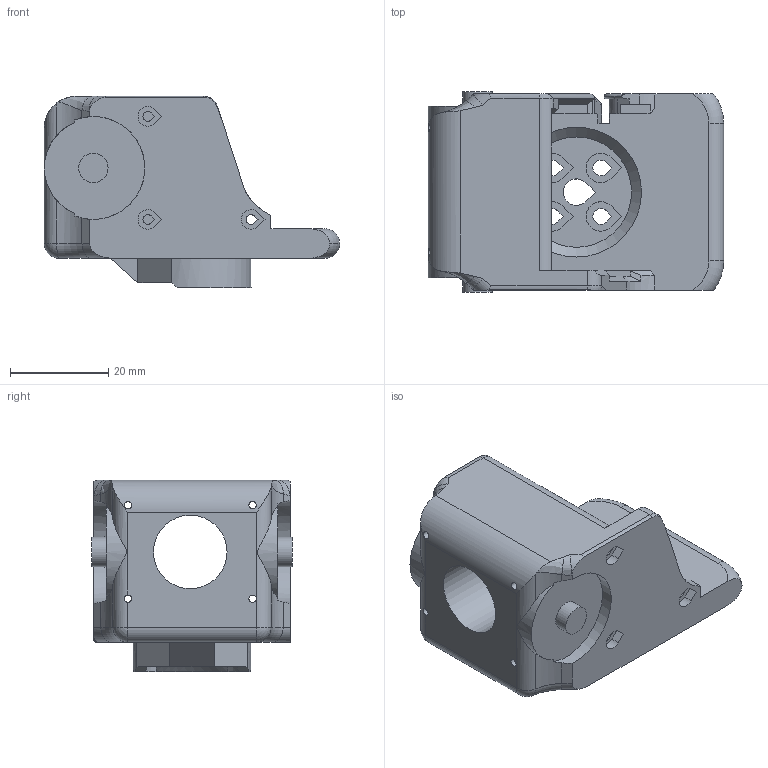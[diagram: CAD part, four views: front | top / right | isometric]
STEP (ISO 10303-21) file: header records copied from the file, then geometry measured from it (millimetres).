
FILE_DESCRIPTION(/* description */ (''),/* implementation_level */ '2;1');
FILE_NAME(/* name */ 'Fixed Jaw mod.stp',/* time_stamp */ '2024-12-17T04:42:04+11:00',/* author */ (''),/* organization */ (''),/* preprocessor_version */ 'ST-DEVELOPER v18.1',/* originating_system */ 'SIEMENS PLM Software NX 2000',/* authorisation */ '');
FILE_SCHEMA (('AUTOMOTIVE_DESIGN { 1 0 10303 214 3 1 1 1 }'));
Length unit declared in the file: millimetre
Products named in the file (1): Fixed Jaw mod
Bounding box: 60.2 x 40.8 x 39 mm (x, y, z)
Volume: 29155.2 mm3; surface area: 13353.8 mm2
Topology: 1 solids, 1 shells, 210 faces, 572 edges, 370 vertices
Faces by surface type: plane 116, cylinder 68, bspline 10, torus 6, sphere 6, cone 4
Full cylindrical faces by diameter (mm): 1.5 x4, 6 x2, 15 x1
Entity records: 7026 total; most frequent: CARTESIAN_POINT 1732, ORIENTED_EDGE 1104, DIRECTION 1059, EDGE_CURVE 552, VERTEX_POINT 363, AXIS2_PLACEMENT_3D 359, LINE 341, VECTOR 341
